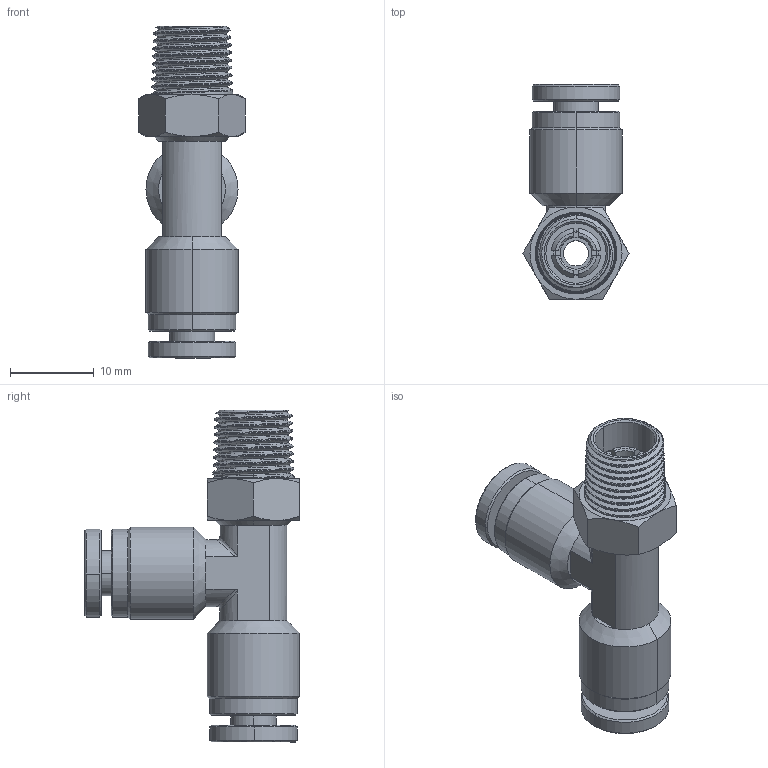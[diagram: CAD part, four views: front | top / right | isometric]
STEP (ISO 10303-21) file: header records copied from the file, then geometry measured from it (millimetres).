
FILE_DESCRIPTION (( 'STEP AP214' ), '1' );
FILE_NAME ('RTS4R1-8W.STEP', '2018-07-26T17:01:27', ( '' ), ( '' ), 'SwSTEP 2.0', 'SolidWorks 2016', '' );
FILE_SCHEMA (( 'AUTOMOTIVE_DESIGN' ));
Length unit declared in the file: millimetre
Products named in the file (1): RTS4R1-8W
Bounding box: 12.7 x 25.69 x 39.69 mm (x, y, z)
Volume: 2973 mm3; surface area: 5737.2 mm2
Topology: 12 solids, 12 shells, 703 faces, 1874 edges, 1209 vertices
Faces by surface type: cone 251, plane 246, cylinder 146, bspline 56, torus 4
Entity records: 36940 total; most frequent: CARTESIAN_POINT 12487, ORIENTED_EDGE 3748, DIRECTION 3157, EDGE_CURVE 1874, AXIS2_PLACEMENT_3D 1287, VERTEX_POINT 1209, EDGE_LOOP 743, UNCERTAINTY_MEASURE_WITH_UNIT 717
